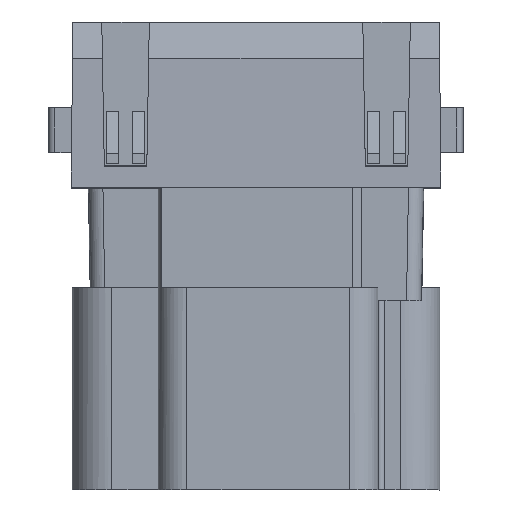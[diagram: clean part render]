
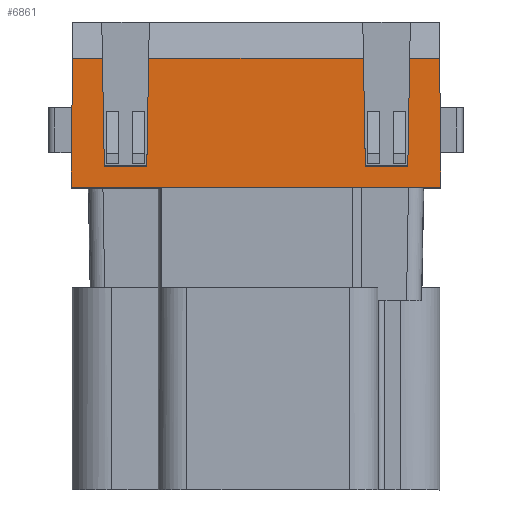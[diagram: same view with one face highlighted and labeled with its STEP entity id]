
A CAD part, left-side view. The second image highlights one B-rep face of the part: STEP entity #6861.
In plain terms, the highlighted planar face has unit normal (-1, 0, 0.005).
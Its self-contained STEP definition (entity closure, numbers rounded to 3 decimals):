
#6777=AXIS2_PLACEMENT_3D('Plane Axis2P3D',#6774,#6775,#6776) ;
#3926=CARTESIAN_POINT('Vertex',(0.056,1.949,35.564)) ;
#3929=CARTESIAN_POINT('Line Origine',(0.028,1.903,30.257)) ;
#3933=CARTESIAN_POINT('Vertex',(0.,1.856,24.95)) ;
#6759=CARTESIAN_POINT('Vertex',(0.056,4.421,35.564)) ;
#6762=CARTESIAN_POINT('Line Origine',(0.056,3.185,35.564)) ;
#6774=CARTESIAN_POINT('Axis2P3D Location',(0.,16.945,24.95)) ;
#6779=CARTESIAN_POINT('Line Origine',(0.,17.076,24.95)) ;
#6783=CARTESIAN_POINT('Vertex',(0.,32.296,24.95)) ;
#6786=CARTESIAN_POINT('Line Origine',(0.032,4.498,31.107)) ;
#6790=CARTESIAN_POINT('Vertex',(0.009,4.576,26.65)) ;
#6793=CARTESIAN_POINT('Line Origine',(0.009,6.326,26.65)) ;
#6797=CARTESIAN_POINT('Vertex',(0.009,8.076,26.65)) ;
#6800=CARTESIAN_POINT('Line Origine',(0.032,8.154,31.107)) ;
#6804=CARTESIAN_POINT('Vertex',(0.056,8.232,35.564)) ;
#6807=CARTESIAN_POINT('Line Origine',(0.056,17.076,35.564)) ;
#6811=CARTESIAN_POINT('Vertex',(0.056,25.921,35.564)) ;
#6814=CARTESIAN_POINT('Line Origine',(0.032,25.998,31.107)) ;
#6818=CARTESIAN_POINT('Vertex',(0.009,26.076,26.65)) ;
#6821=CARTESIAN_POINT('Line Origine',(0.009,27.826,26.65)) ;
#6825=CARTESIAN_POINT('Vertex',(0.009,29.576,26.65)) ;
#6828=CARTESIAN_POINT('Line Origine',(0.032,29.654,31.107)) ;
#6832=CARTESIAN_POINT('Vertex',(0.056,29.732,35.564)) ;
#6835=CARTESIAN_POINT('Line Origine',(0.056,30.968,35.564)) ;
#6839=CARTESIAN_POINT('Vertex',(0.056,32.203,35.564)) ;
#6842=CARTESIAN_POINT('Line Origine',(0.028,32.25,30.257)) ;
#3930=DIRECTION('Vector Direction',(0.005,0.009,1.)) ;
#6763=DIRECTION('Vector Direction',(0.,1.,0.)) ;
#6775=DIRECTION('Axis2P3D Direction',(1.,0.,-0.005)) ;
#6776=DIRECTION('Axis2P3D XDirection',(0.,-1.,0.)) ;
#6780=DIRECTION('Vector Direction',(0.,-1.,0.)) ;
#6787=DIRECTION('Vector Direction',(-0.005,0.017,-1.)) ;
#6794=DIRECTION('Vector Direction',(0.,1.,0.)) ;
#6801=DIRECTION('Vector Direction',(-0.005,-0.017,-1.)) ;
#6808=DIRECTION('Vector Direction',(0.,1.,0.)) ;
#6815=DIRECTION('Vector Direction',(0.005,-0.017,1.)) ;
#6822=DIRECTION('Vector Direction',(0.,1.,0.)) ;
#6829=DIRECTION('Vector Direction',(0.005,0.017,1.)) ;
#6836=DIRECTION('Vector Direction',(0.,1.,0.)) ;
#6843=DIRECTION('Vector Direction',(0.005,-0.009,1.)) ;
#3931=VECTOR('Line Direction',#3930,1.) ;
#6764=VECTOR('Line Direction',#6763,1.) ;
#6781=VECTOR('Line Direction',#6780,1.) ;
#6788=VECTOR('Line Direction',#6787,1.) ;
#6795=VECTOR('Line Direction',#6794,1.) ;
#6802=VECTOR('Line Direction',#6801,1.) ;
#6809=VECTOR('Line Direction',#6808,1.) ;
#6816=VECTOR('Line Direction',#6815,1.) ;
#6823=VECTOR('Line Direction',#6822,1.) ;
#6830=VECTOR('Line Direction',#6829,1.) ;
#6837=VECTOR('Line Direction',#6836,1.) ;
#6844=VECTOR('Line Direction',#6843,1.) ;
#6848=ORIENTED_EDGE('',*,*,#6785,.T.) ;
#6849=ORIENTED_EDGE('',*,*,#3935,.T.) ;
#6850=ORIENTED_EDGE('',*,*,#6766,.T.) ;
#6851=ORIENTED_EDGE('',*,*,#6792,.T.) ;
#6852=ORIENTED_EDGE('',*,*,#6799,.T.) ;
#6853=ORIENTED_EDGE('',*,*,#6806,.F.) ;
#6854=ORIENTED_EDGE('',*,*,#6813,.T.) ;
#6855=ORIENTED_EDGE('',*,*,#6820,.F.) ;
#6856=ORIENTED_EDGE('',*,*,#6827,.T.) ;
#6857=ORIENTED_EDGE('',*,*,#6834,.T.) ;
#6858=ORIENTED_EDGE('',*,*,#6841,.T.) ;
#6859=ORIENTED_EDGE('',*,*,#6846,.F.) ;
#6861=ADVANCED_FACE('Hauptk\X2\00F6\X0\rper',(#6860),#6778,.F.) ;
#3935=EDGE_CURVE('',#3934,#3927,#3932,.T.) ;
#6766=EDGE_CURVE('',#3927,#6760,#6765,.T.) ;
#6785=EDGE_CURVE('',#6784,#3934,#6782,.T.) ;
#6792=EDGE_CURVE('',#6760,#6791,#6789,.T.) ;
#6799=EDGE_CURVE('',#6791,#6798,#6796,.T.) ;
#6806=EDGE_CURVE('',#6805,#6798,#6803,.T.) ;
#6813=EDGE_CURVE('',#6805,#6812,#6810,.T.) ;
#6820=EDGE_CURVE('',#6819,#6812,#6817,.T.) ;
#6827=EDGE_CURVE('',#6819,#6826,#6824,.T.) ;
#6834=EDGE_CURVE('',#6826,#6833,#6831,.T.) ;
#6841=EDGE_CURVE('',#6833,#6840,#6838,.T.) ;
#6846=EDGE_CURVE('',#6784,#6840,#6845,.T.) ;
#6847=EDGE_LOOP('',(#6848,#6849,#6850,#6851,#6852,#6853,#6854,#6855,#6856,#6857,#6858,#6859)) ;
#6860=FACE_OUTER_BOUND('',#6847,.T.) ;
#3932=LINE('Line',#3929,#3931) ;
#6765=LINE('Line',#6762,#6764) ;
#6782=LINE('Line',#6779,#6781) ;
#6789=LINE('Line',#6786,#6788) ;
#6796=LINE('Line',#6793,#6795) ;
#6803=LINE('Line',#6800,#6802) ;
#6810=LINE('Line',#6807,#6809) ;
#6817=LINE('Line',#6814,#6816) ;
#6824=LINE('Line',#6821,#6823) ;
#6831=LINE('Line',#6828,#6830) ;
#6838=LINE('Line',#6835,#6837) ;
#6845=LINE('Line',#6842,#6844) ;
#6778=PLANE('',#6777) ;
#3927=VERTEX_POINT('',#3926) ;
#3934=VERTEX_POINT('',#3933) ;
#6760=VERTEX_POINT('',#6759) ;
#6784=VERTEX_POINT('',#6783) ;
#6791=VERTEX_POINT('',#6790) ;
#6798=VERTEX_POINT('',#6797) ;
#6805=VERTEX_POINT('',#6804) ;
#6812=VERTEX_POINT('',#6811) ;
#6819=VERTEX_POINT('',#6818) ;
#6826=VERTEX_POINT('',#6825) ;
#6833=VERTEX_POINT('',#6832) ;
#6840=VERTEX_POINT('',#6839) ;
